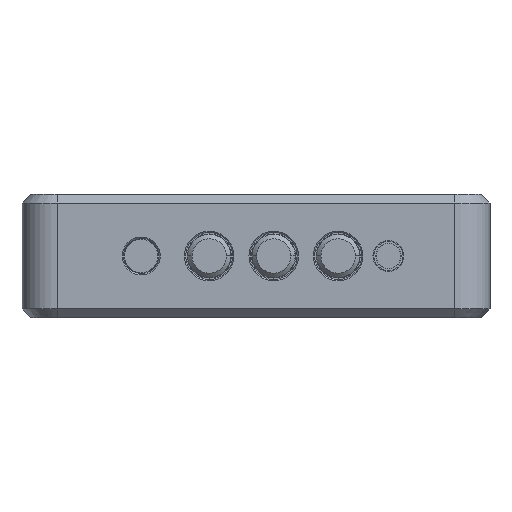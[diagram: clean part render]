
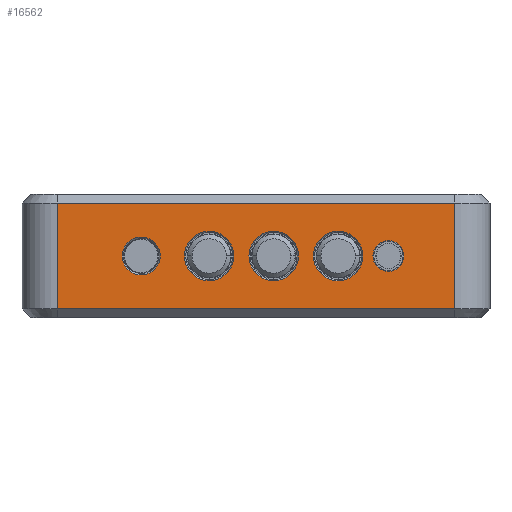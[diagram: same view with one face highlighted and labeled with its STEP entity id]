
A CAD part, front view. The second image highlights one B-rep face of the part: STEP entity #16562.
In plain terms, the highlighted planar face has unit normal (0, -1, 0).
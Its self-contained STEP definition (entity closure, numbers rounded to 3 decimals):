
#5293=DIRECTION('',(0.,0.,1.));
#5294=VECTOR('',#5293,12.);
#5295=CARTESIAN_POINT('',(22.5,-43.,
-6.));
#5296=LINE('',#5295,#5294);
#5311=CARTESIAN_POINT('',(15.,-43.,0.));
#5312=DIRECTION('',(0.,-1.,0.));
#5313=DIRECTION('',(1.,0.,0.));
#5314=AXIS2_PLACEMENT_3D('',#5311,#5312,#5313);
#5316=CARTESIAN_POINT('',(15.,-43.,0.));
#5317=DIRECTION('',(0.,-1.,0.));
#5318=DIRECTION('',(-1.,0.,0.));
#5319=AXIS2_PLACEMENT_3D('',#5316,#5317,#5318);
#5321=CARTESIAN_POINT('',(-5.3,-43.,0.));
#5322=DIRECTION('',(0.,1.,0.));
#5323=DIRECTION('',(1.,0.,0.));
#5324=AXIS2_PLACEMENT_3D('',#5321,#5322,#5323);
#5326=CARTESIAN_POINT('',(-5.3,-43.,0.));
#5327=DIRECTION('',(0.,1.,0.));
#5328=DIRECTION('',(-1.,0.,0.));
#5329=AXIS2_PLACEMENT_3D('',#5326,#5327,#5328);
#5331=CARTESIAN_POINT('',(2.,-43.,0.));
#5332=DIRECTION('',(0.,1.,0.));
#5333=DIRECTION('',(1.,0.,0.));
#5334=AXIS2_PLACEMENT_3D('',#5331,#5332,#5333);
#5336=CARTESIAN_POINT('',(2.,-43.,0.));
#5337=DIRECTION('',(0.,1.,0.));
#5338=DIRECTION('',(-1.,0.,0.));
#5339=AXIS2_PLACEMENT_3D('',#5336,#5337,#5338);
#5341=CARTESIAN_POINT('',(9.3,-43.,0.));
#5342=DIRECTION('',(0.,1.,0.));
#5343=DIRECTION('',(1.,0.,0.));
#5344=AXIS2_PLACEMENT_3D('',#5341,#5342,#5343);
#5346=CARTESIAN_POINT('',(9.3,-43.,0.));
#5347=DIRECTION('',(0.,1.,0.));
#5348=DIRECTION('',(-1.,0.,0.));
#5349=AXIS2_PLACEMENT_3D('',#5346,#5347,#5348);
#5351=CARTESIAN_POINT('',(-13.,-43.,0.));
#5352=DIRECTION('',(0.,1.,0.));
#5353=DIRECTION('',(1.,0.,0.));
#5354=AXIS2_PLACEMENT_3D('',#5351,#5352,#5353);
#5356=CARTESIAN_POINT('',(-13.,-43.,0.));
#5357=DIRECTION('',(0.,1.,0.));
#5358=DIRECTION('',(-1.,0.,0.));
#5359=AXIS2_PLACEMENT_3D('',#5356,#5357,#5358);
#5361=DIRECTION('',(1.,0.,0.));
#5362=VECTOR('',#5361,45.);
#5363=CARTESIAN_POINT('',(-22.5,-43.,6.));
#5364=LINE('',#5363,#5362);
#5365=DIRECTION('',(-1.,0.,0.));
#5366=VECTOR('',#5365,45.);
#5367=CARTESIAN_POINT('',(22.5,-43.,
-6.));
#5368=LINE('',#5367,#5366);
#5677=DIRECTION('',(0.,0.,-1.));
#5678=VECTOR('',#5677,12.);
#5679=CARTESIAN_POINT('',(-22.5,-43.,6.));
#5680=LINE('',#5679,#5678);
#7892=CARTESIAN_POINT('',(22.5,-43.,-6.));
#7894=VERTEX_POINT('',#7892);
#7945=CARTESIAN_POINT('',(-22.5,-43.,-6.));
#7946=VERTEX_POINT('',#7945);
#8011=CARTESIAN_POINT('',(16.75,-43.,0.));
#8012=CARTESIAN_POINT('',(13.25,-43.,0.));
#8013=VERTEX_POINT('',#8011);
#8014=VERTEX_POINT('',#8012);
#8051=CARTESIAN_POINT('',(-2.5,-43.,0.));
#8052=CARTESIAN_POINT('',(-8.1,-43.,0.));
#8053=VERTEX_POINT('',#8051);
#8054=VERTEX_POINT('',#8052);
#8059=CARTESIAN_POINT('',(4.8,-43.,0.));
#8060=CARTESIAN_POINT('',(-0.8,-43.,0.));
#8061=VERTEX_POINT('',#8059);
#8062=VERTEX_POINT('',#8060);
#8067=CARTESIAN_POINT('',(12.1,-43.,0.));
#8068=CARTESIAN_POINT('',(6.5,-43.,0.));
#8069=VERTEX_POINT('',#8067);
#8070=VERTEX_POINT('',#8068);
#8075=CARTESIAN_POINT('',(-10.85,-43.,0.));
#8076=CARTESIAN_POINT('',(-15.15,-43.,0.));
#8077=VERTEX_POINT('',#8075);
#8078=VERTEX_POINT('',#8076);
#8199=CARTESIAN_POINT('',(22.5,-43.,6.));
#8201=VERTEX_POINT('',#8199);
#8243=CARTESIAN_POINT('',(-22.5,-43.,6.));
#8244=VERTEX_POINT('',#8243);
#16518=CARTESIAN_POINT('',(-26.5,-43.,-7.));
#16519=DIRECTION('',(0.,-1.,0.));
#16520=DIRECTION('',(1.,0.,0.));
#16521=AXIS2_PLACEMENT_3D('',#16518,#16519,#16520);
#16522=PLANE('',#16521);
#16524=ORIENTED_EDGE('',*,*,#16523,.F.);
#16526=ORIENTED_EDGE('',*,*,#16525,.T.);
#16527=ORIENTED_EDGE('',*,*,#16508,.F.);
#16529=ORIENTED_EDGE('',*,*,#16528,.T.);
#16530=EDGE_LOOP('',(#16524,#16526,#16527,#16529));
#16531=FACE_OUTER_BOUND('',#16530,.F.);
#16533=ORIENTED_EDGE('',*,*,#16532,.F.);
#16535=ORIENTED_EDGE('',*,*,#16534,.F.);
#16536=EDGE_LOOP('',(#16533,#16535));
#16537=FACE_BOUND('',#16536,.F.);
#16539=ORIENTED_EDGE('',*,*,#16538,.F.);
#16541=ORIENTED_EDGE('',*,*,#16540,.F.);
#16542=EDGE_LOOP('',(#16539,#16541));
#16543=FACE_BOUND('',#16542,.F.);
#16545=ORIENTED_EDGE('',*,*,#16544,.F.);
#16547=ORIENTED_EDGE('',*,*,#16546,.F.);
#16548=EDGE_LOOP('',(#16545,#16547));
#16549=FACE_BOUND('',#16548,.F.);
#16551=ORIENTED_EDGE('',*,*,#16550,.F.);
#16553=ORIENTED_EDGE('',*,*,#16552,.F.);
#16554=EDGE_LOOP('',(#16551,#16553));
#16555=FACE_BOUND('',#16554,.F.);
#16557=ORIENTED_EDGE('',*,*,#16556,.T.);
#16559=ORIENTED_EDGE('',*,*,#16558,.T.);
#16560=EDGE_LOOP('',(#16557,#16559));
#16561=FACE_BOUND('',#16560,.F.);
#16562=ADVANCED_FACE('',(#16531,#16537,#16543,#16549,#16555,#16561),#16522,.T.);
#5315=CIRCLE('',#5314,1.75);
#5320=CIRCLE('',#5319,1.75);
#5325=CIRCLE('',#5324,2.8);
#5330=CIRCLE('',#5329,2.8);
#5335=CIRCLE('',#5334,2.8);
#5340=CIRCLE('',#5339,2.8);
#5345=CIRCLE('',#5344,2.8);
#5350=CIRCLE('',#5349,2.8);
#5355=CIRCLE('',#5354,2.15);
#5360=CIRCLE('',#5359,2.15);
#16508=EDGE_CURVE('',#7894,#8201,#5296,.T.);
#16523=EDGE_CURVE('',#8244,#7946,#5680,.T.);
#16525=EDGE_CURVE('',#8244,#8201,#5364,.T.);
#16528=EDGE_CURVE('',#7894,#7946,#5368,.T.);
#16532=EDGE_CURVE('',#8053,#8054,#5325,.T.);
#16534=EDGE_CURVE('',#8054,#8053,#5330,.T.);
#16538=EDGE_CURVE('',#8061,#8062,#5335,.T.);
#16540=EDGE_CURVE('',#8062,#8061,#5340,.T.);
#16544=EDGE_CURVE('',#8069,#8070,#5345,.T.);
#16546=EDGE_CURVE('',#8070,#8069,#5350,.T.);
#16550=EDGE_CURVE('',#8077,#8078,#5355,.T.);
#16552=EDGE_CURVE('',#8078,#8077,#5360,.T.);
#16556=EDGE_CURVE('',#8013,#8014,#5315,.T.);
#16558=EDGE_CURVE('',#8014,#8013,#5320,.T.);
